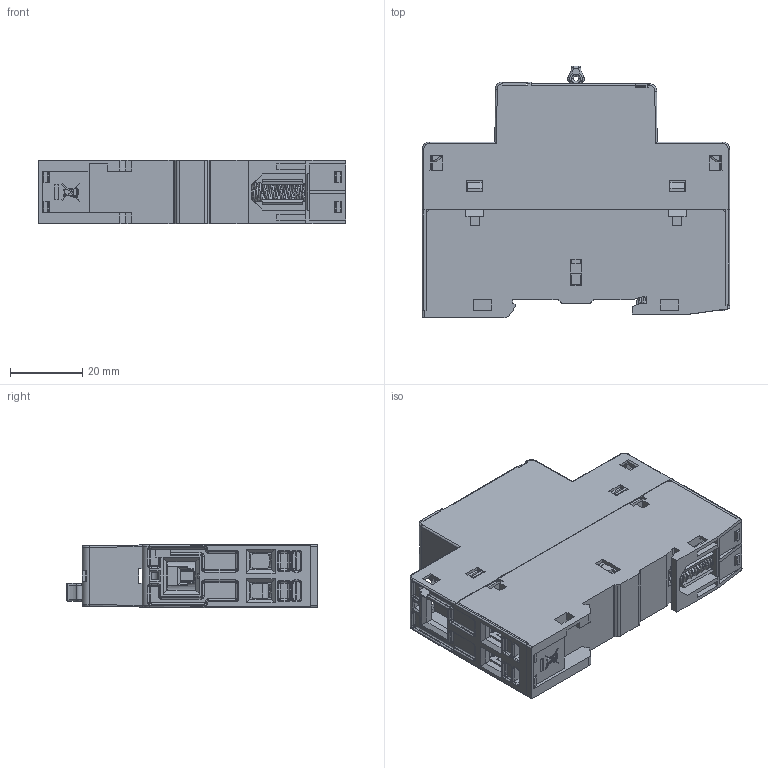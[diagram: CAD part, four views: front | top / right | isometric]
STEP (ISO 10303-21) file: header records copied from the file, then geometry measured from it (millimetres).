
FILE_DESCRIPTION((''),'2;1');
FILE_NAME('002464000_RD_20-10-230V_AC-DC_ASM','2021-08-10T',('marketing.praksa'),('Audax d.o.o.'),'CREO PARAMETRIC BY PTC INC, 2017480','CREO PARAMETRIC BY PTC INC, 2017480','');
FILE_SCHEMA(('AUTOMOTIVE_DESIGN { 1 0 10303 214 1 1 1 1 }'));
Products named in the file (27): 37425043_184_1_1_1; 38552437-PLOCEVINA_39_1_1_1_1; 38552436-ZICA_17_1_1_1_1; 38552437_ASM_45_ASM_1_1_ASM_1_1_ASM; 38552438-PLOCEVINA_21_1_1_1_1; 38552436-ZICA_17_1_1_1_2; 38552438_ASM_26_ASM_1_1_ASM_1_1_ASM; 37425049_46_1_1_1; 38552436_ASM_51_ASM_1_1_1; 38423008-W-11-VKLOP_ASM_72_AS_1_ASM; 37425083_97_1_1_1; 37551781_42_1_1_1_1; 631003550_5_1_1_1; 37300798_13_1_1_1_1; 37424428_25_1_1_1_1; 37425053_13_1_1_1_1; 37425054-2_36_1_1_1_1; 631003660_11_1_1_1_1; 37300799_14_1_1_1_1; 38552441_ASM_16_ASM_1_1_ASM_1_1_ASM; 37200736_13_1_1_1_1; 38552442_ASM_15_ASM_1_1_ASM_1_1_ASM; PRT9543_1_1_2_1; PRT9543_1_1_2_2; PRT9543_1_1_2_3; PRT9543_1_1_2_ASM; 002464000_RD_20-10-230V_AC-DC_ASM
Assembly tree (35 placements, depth 3):
  002464000_RD_20-10-230V_AC-DC_ASM
    37425043_184_1_1_1
    38552437_ASM_45_ASM_1_1_ASM_1_1_ASM  x2
      38552437-PLOCEVINA_39_1_1_1_1
      38552436-ZICA_17_1_1_1_1
    38552438_ASM_26_ASM_1_1_ASM_1_1_ASM  x2
      38552438-PLOCEVINA_21_1_1_1_1
      38552436-ZICA_17_1_1_1_2
    38423008-W-11-VKLOP_ASM_72_AS_1_ASM
      37425049_46_1_1_1
      38552436_ASM_51_ASM_1_1_1  x2
    37425083_97_1_1_1
    37551781_42_1_1_1_1
    631003550_5_1_1_1  x2
    37300798_13_1_1_1_1  x2
    37424428_25_1_1_1_1
    37425053_13_1_1_1_1
    37425054-2_36_1_1_1_1
    38552441_ASM_16_ASM_1_1_ASM_1_1_ASM  x4
      631003660_11_1_1_1_1
      37300799_14_1_1_1_1
    37200736_13_1_1_1_1
    38552442_ASM_15_ASM_1_1_ASM_1_1_ASM
      37551781_42_1_1_1_1
    PRT9543_1_1_2_ASM
      PRT9543_1_1_2_1
      PRT9543_1_1_2_2
      PRT9543_1_1_2_3
Bounding box: 85 x 69.6 x 17.5 mm (x, y, z)
Volume: 26498.1 mm3; surface area: 50703.9 mm2
Topology: 32 solids, 40 shells, 3584 faces, 10016 edges, 6455 vertices
Faces by surface type: plane 2469, cylinder 658, bspline 186, torus 178, cone 86, sphere 7
Entity records: 119766 total; most frequent: CARTESIAN_POINT 24748, ORIENTED_EDGE 15548, DIRECTION 14046, EDGE_CURVE 7777, VECTOR 6030, LINE 6030, VERTEX_POINT 5004, AXIS2_PLACEMENT_3D 4008
